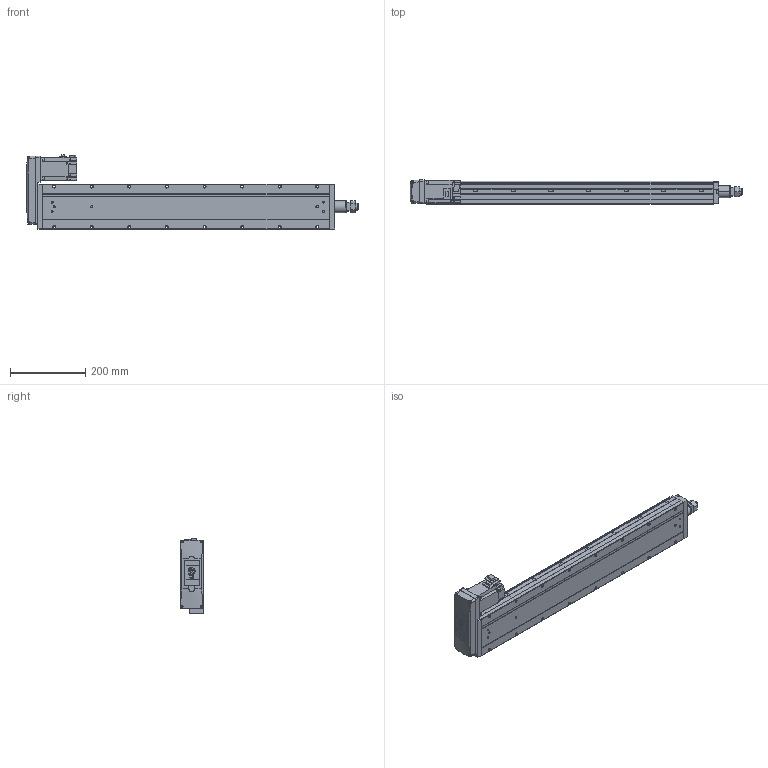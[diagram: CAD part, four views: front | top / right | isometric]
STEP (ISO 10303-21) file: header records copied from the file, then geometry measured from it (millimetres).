
FILE_DESCRIPTION (( 'STEP AP214' ), '1' );
FILE_NAME ('ETU12BL-16XLD-0550-XXXX.STEP', '2025-02-27T14:09:02', ( '' ), ( '' ), 'SwSTEP 2.0', 'SolidWorks 2022', '' );
FILE_SCHEMA (( 'AUTOMOTIVE_DESIGN' ));
Length unit declared in the file: millimetre
Products named in the file (10): ETU12-550ROD; ETU12-550SENSOR; ETU12-550BODY0; ETU12-550BODY3; FANG STICKER; ETU12BL-16XLD-0550-XXXX; ETU12-550BODY2; ETU12-550BODY1; ETU12-550NUT; ETU12-550MOTOR
Assembly tree (10 placements, depth 2):
  ETU12BL-16XLD-0550-XXXX
    ETU12-550BODY0
    ETU12-550BODY1
    ETU12-550BODY2
    ETU12-550MOTOR
    ETU12-550ROD
    ETU12-550NUT
    ETU12-550BODY3
    ETU12-550SENSOR  x2
    FANG STICKER
Bounding box: 882.8 x 63.5 x 198.8 mm (x, y, z)
Volume: 5667013.9 mm3; surface area: 571284.7 mm2
Topology: 10 solids, 10 shells, 1046 faces, 2766 edges, 1822 vertices
Faces by surface type: plane 674, cylinder 308, cone 56, torus 8
Entity records: 32741 total; most frequent: CARTESIAN_POINT 6028, ORIENTED_EDGE 5472, DIRECTION 5438, EDGE_CURVE 2736, VECTOR 2026, LINE 2026, VERTEX_POINT 1802, AXIS2_PLACEMENT_3D 1706
